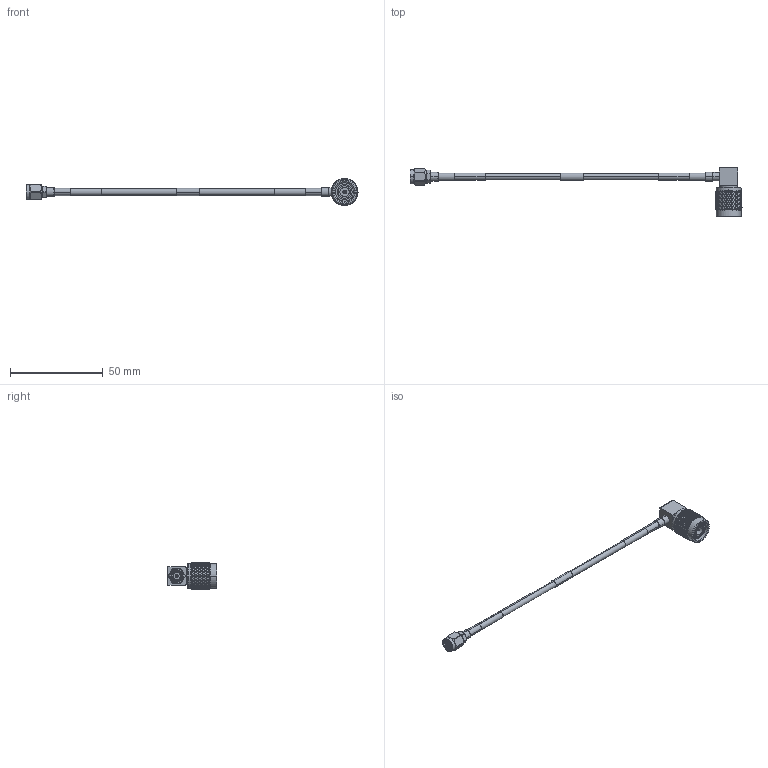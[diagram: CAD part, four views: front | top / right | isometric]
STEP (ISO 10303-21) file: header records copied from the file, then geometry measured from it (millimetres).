
FILE_DESCRIPTION (( 'STEP AP214' ), '1' );
FILE_NAME ('LCCA30489_3D.STEP', '2020-04-30T12:52:05', ( '' ), ( '' ), 'SwSTEP 2.0', 'SolidWorks 2018', '' );
FILE_SCHEMA (( 'AUTOMOTIVE_DESIGN' ));
Length unit declared in the file: inch
Products named in the file (6): LCCA30489_3D; LC141TBJ (141 Formable with HeatShrink); LCCN3043; LC141TBJ-PROD; LCCN3061; 1AW01-003_.152 ID
Assembly tree (7 placements, depth 3):
  LCCA30489_3D
    LC141TBJ-PROD
      LC141TBJ (141 Formable with HeatShrink)
      1AW01-003_.152 ID  x3
    LCCN3043
    LCCN3061
Bounding box: 179.43 x 26.49 x 14.5 mm (x, y, z)
Volume: 4952.6 mm3; surface area: 7186.4 mm2
Topology: 8 solids, 8 shells, 2762 faces, 5868 edges, 3142 vertices
Faces by surface type: bspline 2008, cylinder 625, plane 77, cone 48, torus 4
Entity records: 106744 total; most frequent: CARTESIAN_POINT 69074, ORIENTED_EDGE 11688, EDGE_CURVE 5844, VERTEX_POINT 3126, EDGE_LOOP 2776, FACE_OUTER_BOUND 2750, ADVANCED_FACE 2750, DIRECTION 2424
